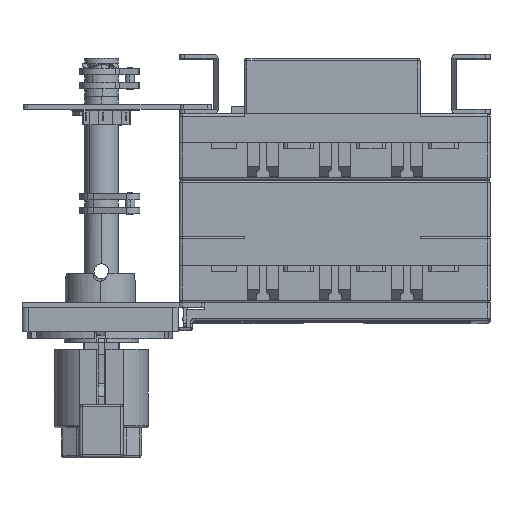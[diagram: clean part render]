
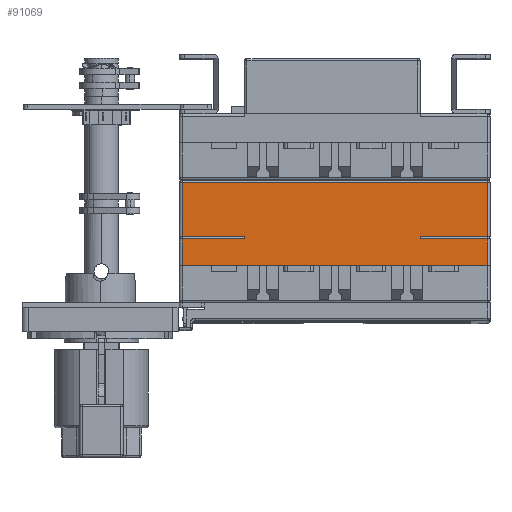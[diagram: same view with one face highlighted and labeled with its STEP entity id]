
A CAD part, top view. The second image highlights one B-rep face of the part: STEP entity #91069.
In plain terms, the highlighted planar face has unit normal (0, 0, 1).
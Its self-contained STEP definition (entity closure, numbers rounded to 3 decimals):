
#1336 = CARTESIAN_POINT ( 'NONE',  ( 100., 27.5, 35. ) ) ;
#2256 = LINE ( 'NONE', #97432, #31148 ) ;
#9146 = VERTEX_POINT ( 'NONE', #118178 ) ;
#10787 = DIRECTION ( 'NONE',  ( -1., 0., 0. ) ) ;
#11169 = VECTOR ( 'NONE', #34647, 1000. ) ;
#13711 = LINE ( 'NONE', #25808, #11169 ) ;
#14386 = VERTEX_POINT ( 'NONE', #107669 ) ;
#15733 = LINE ( 'NONE', #112038, #44915 ) ;
#20193 = EDGE_CURVE ( 'NONE', #109738, #59628, #2256, .T. ) ;
#20672 = EDGE_LOOP ( 'NONE', ( #49512, #67327, #64114, #77846, #105705, #43631, #78648, #126141, #98047, #78456, #64273, #60135 ) ) ;
#21377 = DIRECTION ( 'NONE',  ( 0., -1., 0. ) ) ;
#23006 = EDGE_CURVE ( 'NONE', #94723, #9146, #129069, .T. ) ;
#25788 = CARTESIAN_POINT ( 'NONE',  ( 1., 50., 35. ) ) ;
#25808 = CARTESIAN_POINT ( 'NONE',  ( 0.675, 50., 35. ) ) ;
#27433 = CARTESIAN_POINT ( 'NONE',  ( 1., 51., 35. ) ) ;
#29709 = EDGE_CURVE ( 'NONE', #92403, #59628, #104114, .T. ) ;
#29818 = FACE_OUTER_BOUND ( 'NONE', #20672, .T. ) ;
#31148 = VECTOR ( 'NONE', #75874, 1000. ) ;
#33407 = VECTOR ( 'NONE', #59001, 1000. ) ;
#34647 = DIRECTION ( 'NONE',  ( 1., 0., 0. ) ) ;
#35014 = VECTOR ( 'NONE', #45394, 1000. ) ;
#35342 = VERTEX_POINT ( 'NONE', #113784 ) ;
#35606 = LINE ( 'NONE', #97004, #40574 ) ;
#36889 = LINE ( 'NONE', #27433, #110670 ) ;
#38657 = VERTEX_POINT ( 'NONE', #57040 ) ;
#40574 = VECTOR ( 'NONE', #92688, 1000. ) ;
#40666 = CARTESIAN_POINT ( 'NONE',  ( 0., 26.5, 35. ) ) ;
#43631 = ORIENTED_EDGE ( 'NONE', *, *, #105455, .F. ) ;
#44897 = EDGE_CURVE ( 'NONE', #94723, #59132, #110959, .T. ) ;
#44915 = VECTOR ( 'NONE', #108262, 1000. ) ;
#45188 = EDGE_CURVE ( 'NONE', #14386, #131888, #85258, .T. ) ;
#45394 = DIRECTION ( 'NONE',  ( 0., 1., 0. ) ) ;
#45596 = VERTEX_POINT ( 'NONE', #116159 ) ;
#45732 = EDGE_CURVE ( 'NONE', #35342, #38657, #94305, .T. ) ;
#47922 = VECTOR ( 'NONE', #81181, 1000. ) ;
#49512 = ORIENTED_EDGE ( 'NONE', *, *, #45188, .T. ) ;
#50185 = CARTESIAN_POINT ( 'NONE',  ( 27., 27.5, 35. ) ) ;
#52051 = CARTESIAN_POINT ( 'NONE',  ( 128., 15.5, 35. ) ) ;
#52140 = PLANE ( 'NONE',  #128747 ) ;
#52535 = EDGE_CURVE ( 'NONE', #131888, #109738, #15733, .T. ) ;
#55111 = VECTOR ( 'NONE', #21377, 1000. ) ;
#57040 = CARTESIAN_POINT ( 'NONE',  ( 128., 27.5, 35. ) ) ;
#57253 = VECTOR ( 'NONE', #110914, 1000. ) ;
#59001 = DIRECTION ( 'NONE',  ( 0., -1., 0. ) ) ;
#59132 = VERTEX_POINT ( 'NONE', #73087 ) ;
#59628 = VERTEX_POINT ( 'NONE', #70919 ) ;
#60135 = ORIENTED_EDGE ( 'NONE', *, *, #86694, .T. ) ;
#61767 = CARTESIAN_POINT ( 'NONE',  ( 100., 26.5, 35. ) ) ;
#64114 = ORIENTED_EDGE ( 'NONE', *, *, #20193, .T. ) ;
#64273 = ORIENTED_EDGE ( 'NONE', *, *, #44897, .T. ) ;
#67327 = ORIENTED_EDGE ( 'NONE', *, *, #52535, .T. ) ;
#68669 = EDGE_CURVE ( 'NONE', #9146, #126127, #36889, .T. ) ;
#70919 = CARTESIAN_POINT ( 'NONE',  ( 128., 26.5, 35. ) ) ;
#73087 = CARTESIAN_POINT ( 'NONE',  ( 27., 26.5, 35. ) ) ;
#74481 = CARTESIAN_POINT ( 'NONE',  ( 100., 26.5, 35. ) ) ;
#75874 = DIRECTION ( 'NONE',  ( 0., 1., 0. ) ) ;
#77846 = ORIENTED_EDGE ( 'NONE', *, *, #29709, .F. ) ;
#78456 = ORIENTED_EDGE ( 'NONE', *, *, #23006, .F. ) ;
#78648 = ORIENTED_EDGE ( 'NONE', *, *, #45732, .F. ) ;
#80500 = DIRECTION ( 'NONE',  ( 0., 0., 1. ) ) ;
#81181 = DIRECTION ( 'NONE',  ( 1., 0., 0. ) ) ;
#85258 = LINE ( 'NONE', #118949, #87346 ) ;
#85902 = DIRECTION ( 'NONE',  ( 0., -1., 0. ) ) ;
#86694 = EDGE_CURVE ( 'NONE', #59132, #14386, #133187, .T. ) ;
#87346 = VECTOR ( 'NONE', #85902, 1000. ) ;
#87621 = VECTOR ( 'NONE', #10787, 1000. ) ;
#91069 = ADVANCED_FACE ( 'NONE', ( #29818 ), #52140, .T. ) ;
#92403 = VERTEX_POINT ( 'NONE', #61767 ) ;
#92602 = CARTESIAN_POINT ( 'NONE',  ( 0., 27.5, 35. ) ) ;
#92688 = DIRECTION ( 'NONE',  ( -1., 0., 0. ) ) ;
#94305 = LINE ( 'NONE', #124052, #55111 ) ;
#94723 = VERTEX_POINT ( 'NONE', #124978 ) ;
#95561 = EDGE_CURVE ( 'NONE', #126127, #35342, #13711, .T. ) ;
#97004 = CARTESIAN_POINT ( 'NONE',  ( 100., 27.5, 35. ) ) ;
#97432 = CARTESIAN_POINT ( 'NONE',  ( 128., 27.5, 35. ) ) ;
#97674 = DIRECTION ( 'NONE',  ( 0., 1., 0. ) ) ;
#98047 = ORIENTED_EDGE ( 'NONE', *, *, #68669, .F. ) ;
#103428 = CARTESIAN_POINT ( 'NONE',  ( 0., 26.5, 35. ) ) ;
#104114 = LINE ( 'NONE', #103428, #47922 ) ;
#105455 = EDGE_CURVE ( 'NONE', #38657, #45596, #35606, .T. ) ;
#105705 = ORIENTED_EDGE ( 'NONE', *, *, #118816, .T. ) ;
#107669 = CARTESIAN_POINT ( 'NONE',  ( 1., 26.5, 35. ) ) ;
#108262 = DIRECTION ( 'NONE',  ( 1., 0., 0. ) ) ;
#109738 = VERTEX_POINT ( 'NONE', #52051 ) ;
#110670 = VECTOR ( 'NONE', #97674, 1000. ) ;
#110914 = DIRECTION ( 'NONE',  ( -1., 0., 0. ) ) ;
#110959 = LINE ( 'NONE', #50185, #33407 ) ;
#112038 = CARTESIAN_POINT ( 'NONE',  ( 0., 15.5, 35. ) ) ;
#113784 = CARTESIAN_POINT ( 'NONE',  ( 128., 50., 35. ) ) ;
#116159 = CARTESIAN_POINT ( 'NONE',  ( 100., 27.5, 35. ) ) ;
#116326 = LINE ( 'NONE', #74481, #35014 ) ;
#118178 = CARTESIAN_POINT ( 'NONE',  ( 1., 27.5, 35. ) ) ;
#118816 = EDGE_CURVE ( 'NONE', #92403, #45596, #116326, .T. ) ;
#118949 = CARTESIAN_POINT ( 'NONE',  ( 1., 27.5, 35. ) ) ;
#123702 = DIRECTION ( 'NONE',  ( 1., 0., 0. ) ) ;
#124052 = CARTESIAN_POINT ( 'NONE',  ( 128., 51., 35. ) ) ;
#124978 = CARTESIAN_POINT ( 'NONE',  ( 27., 27.5, 35. ) ) ;
#126127 = VERTEX_POINT ( 'NONE', #25788 ) ;
#126141 = ORIENTED_EDGE ( 'NONE', *, *, #95561, .F. ) ;
#128747 = AXIS2_PLACEMENT_3D ( 'NONE', #92602, #80500, #123702 ) ;
#129069 = LINE ( 'NONE', #1336, #87621 ) ;
#129195 = CARTESIAN_POINT ( 'NONE',  ( 1., 15.5, 35. ) ) ;
#131888 = VERTEX_POINT ( 'NONE', #129195 ) ;
#133187 = LINE ( 'NONE', #40666, #57253 ) ;
